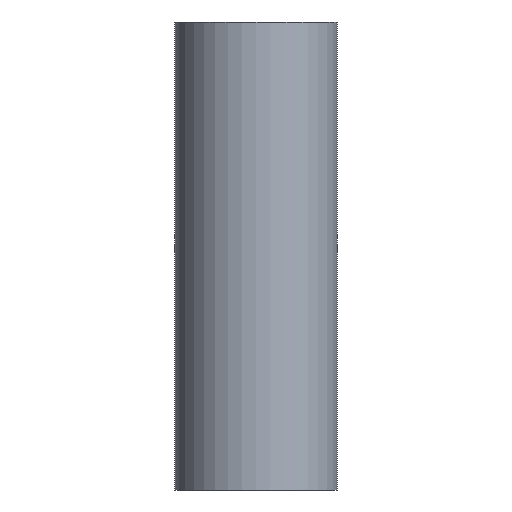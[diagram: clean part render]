
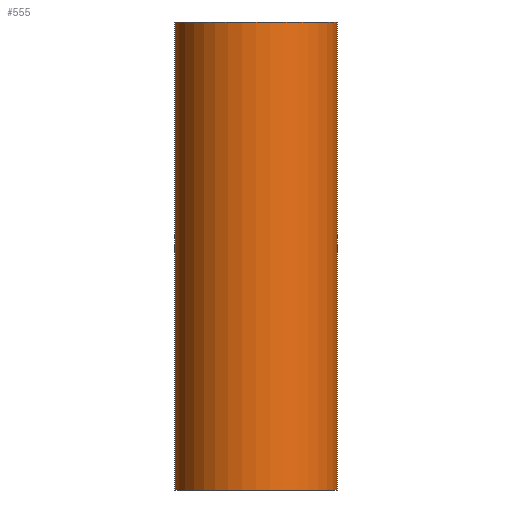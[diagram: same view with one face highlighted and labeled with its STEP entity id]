
A CAD part, front view. The second image highlights one B-rep face of the part: STEP entity #555.
In plain terms, the highlighted cylindrical face has radius 25.4 mm (diameter 50.8 mm), a partial arc.
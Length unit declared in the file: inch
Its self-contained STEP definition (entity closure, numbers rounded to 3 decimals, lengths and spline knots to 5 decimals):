
#12 = EDGE_CURVE ( 'NONE', #1154, #1249, #524, .T. ) ;
#23 = ORIENTED_EDGE ( 'NONE', *, *, #516, .F. ) ;
#115 = ORIENTED_EDGE ( 'NONE', *, *, #12, .T. ) ;
#135 = CARTESIAN_POINT ( 'NONE',  ( 0., 0., -2.87402 ) ) ;
#164 = AXIS2_PLACEMENT_3D ( 'NONE', #563, #1342, #331 ) ;
#277 = CIRCLE ( 'NONE', #1240, 1. ) ;
#317 = CARTESIAN_POINT ( 'NONE',  ( 1., 0., -2.87402 ) ) ;
#331 = DIRECTION ( 'NONE',  ( -1., 0., 0. ) ) ;
#365 = DIRECTION ( 'NONE',  ( 0., 0., -1. ) ) ;
#383 = CIRCLE ( 'NONE', #943, 1. ) ;
#406 = EDGE_CURVE ( 'NONE', #1249, #1061, #277, .T. ) ;
#435 = DIRECTION ( 'NONE',  ( 0., 0., -1. ) ) ;
#516 = EDGE_CURVE ( 'NONE', #1154, #925, #383, .T. ) ;
#524 = LINE ( 'NONE', #816, #1375 ) ;
#555 = ADVANCED_FACE ( 'NONE', ( #1030 ), #671, .T. ) ;
#563 = CARTESIAN_POINT ( 'NONE',  ( 0., 0., 2.87402 ) ) ;
#671 = CYLINDRICAL_SURFACE ( 'NONE', #164, 1. ) ;
#816 = CARTESIAN_POINT ( 'NONE',  ( -1., 0., 2.87402 ) ) ;
#883 = CARTESIAN_POINT ( 'NONE',  ( -1., 0., 2.87402 ) ) ;
#892 = CARTESIAN_POINT ( 'NONE',  ( -1., 0., -2.87402 ) ) ;
#894 = DIRECTION ( 'NONE',  ( 1., 0., 0. ) ) ;
#912 = ORIENTED_EDGE ( 'NONE', *, *, #1066, .F. ) ;
#919 = DIRECTION ( 'NONE',  ( 0., 0., 1. ) ) ;
#925 = VERTEX_POINT ( 'NONE', #983 ) ;
#939 = EDGE_LOOP ( 'NONE', ( #912, #23, #115, #1290 ) ) ;
#943 = AXIS2_PLACEMENT_3D ( 'NONE', #1346, #1235, #894 ) ;
#983 = CARTESIAN_POINT ( 'NONE',  ( 1., 0., 2.87402 ) ) ;
#1030 = FACE_OUTER_BOUND ( 'NONE', #939, .T. ) ;
#1061 = VERTEX_POINT ( 'NONE', #317 ) ;
#1066 = EDGE_CURVE ( 'NONE', #925, #1061, #1381, .T. ) ;
#1103 = CARTESIAN_POINT ( 'NONE',  ( 1., 0., 2.87402 ) ) ;
#1126 = VECTOR ( 'NONE', #435, 39.37008 ) ;
#1154 = VERTEX_POINT ( 'NONE', #883 ) ;
#1235 = DIRECTION ( 'NONE',  ( 0., 0., 1. ) ) ;
#1240 = AXIS2_PLACEMENT_3D ( 'NONE', #135, #919, #1246 ) ;
#1246 = DIRECTION ( 'NONE',  ( 1., 0., 0. ) ) ;
#1249 = VERTEX_POINT ( 'NONE', #892 ) ;
#1290 = ORIENTED_EDGE ( 'NONE', *, *, #406, .T. ) ;
#1342 = DIRECTION ( 'NONE',  ( 0., 0., -1. ) ) ;
#1346 = CARTESIAN_POINT ( 'NONE',  ( 0., 0., 2.87402 ) ) ;
#1375 = VECTOR ( 'NONE', #365, 39.37008 ) ;
#1381 = LINE ( 'NONE', #1103, #1126 ) ;
